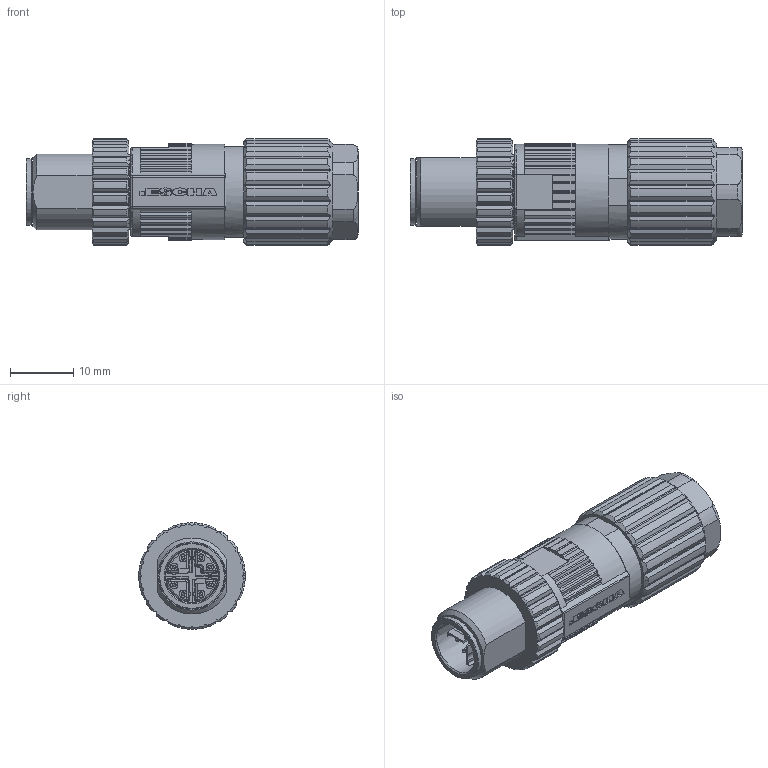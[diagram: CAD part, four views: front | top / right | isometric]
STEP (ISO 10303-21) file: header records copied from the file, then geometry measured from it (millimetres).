
FILE_DESCRIPTION(/* description */ (''),/* implementation_level */ '2;1');
FILE_NAME(/* name */ 'IE-WASCSX8S.stp',/* time_stamp */ '2016-09-21T09:26:42+02:00',/* author */ (''),/* organization */ (''),/* preprocessor_version */ 'ST-DEVELOPER v16',/* originating_system */ 'SIEMENS PLM Software NX 10.0',/* authorisation */ '');
FILE_SCHEMA (('AUTOMOTIVE_DESIGN { 1 0 10303 214 3 1 1 1 }'));
Length unit declared in the file: millimetre
Products named in the file (1): IE-WASCSX8S
Bounding box: 52.3 x 16.8 x 16.8 mm (x, y, z)
Volume: 8415.2 mm3; surface area: 3988.4 mm2
Topology: 1 solids, 1 shells, 767 faces, 2051 edges, 1302 vertices
Faces by surface type: plane 400, cylinder 232, cone 63, sphere 22, torus 18, extrusion 18, bspline 14
Full cylindrical faces by diameter (mm): 10.4 x1, 11 x1, 11.8 x1
Entity records: 26412 total; most frequent: CARTESIAN_POINT 7563, ORIENTED_EDGE 4036, DIRECTION 3843, EDGE_CURVE 2018, AXIS2_PLACEMENT_3D 1395, VERTEX_POINT 1297, VECTOR 1053, LINE 1035
